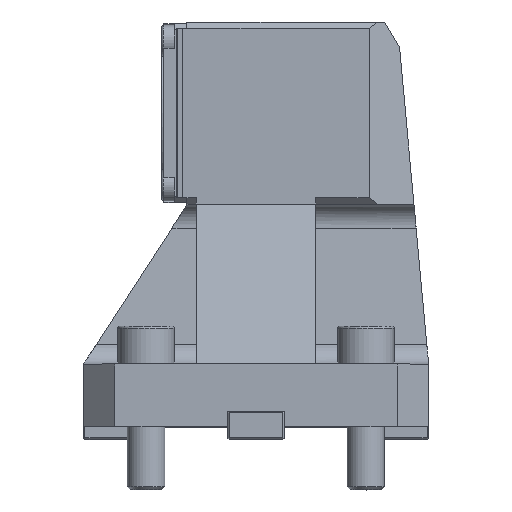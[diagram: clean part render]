
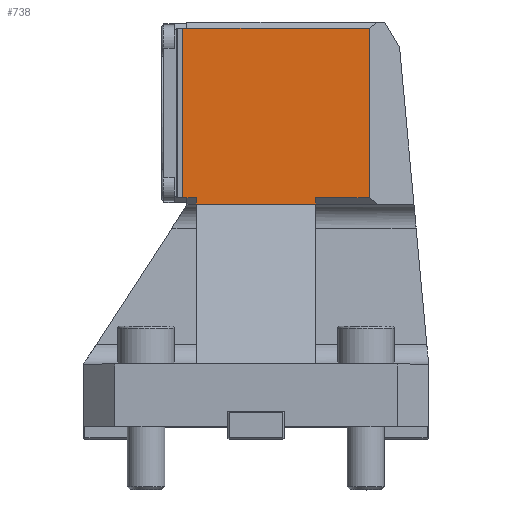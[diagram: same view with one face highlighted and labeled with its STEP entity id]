
A CAD part, top view. The second image highlights one B-rep face of the part: STEP entity #738.
In plain terms, the highlighted planar face has unit normal (0, 0, 1).
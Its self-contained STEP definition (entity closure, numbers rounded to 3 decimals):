
#256 = VERTEX_POINT ( 'NONE', #3151 ) ;
#348 = ORIENTED_EDGE ( 'NONE', *, *, #15199, .F. ) ;
#635 = ORIENTED_EDGE ( 'NONE', *, *, #26913, .T. ) ;
#657 = CARTESIAN_POINT ( 'NONE',  ( -19., 73., 29. ) ) ;
#738 = ADVANCED_FACE ( 'NONE', ( #16237 ), #2052, .T. ) ;
#750 = LINE ( 'NONE', #27162, #33183 ) ;
#1281 = CARTESIAN_POINT ( 'NONE',  ( 19., 73., 29. ) ) ;
#1435 = VECTOR ( 'NONE', #16063, 1000. ) ;
#2052 = PLANE ( 'NONE',  #14727 ) ;
#2796 = VECTOR ( 'NONE', #11516, 1000. ) ;
#3151 = CARTESIAN_POINT ( 'NONE',  ( -23.5, 73., 29. ) ) ;
#3243 = VERTEX_POINT ( 'NONE', #28052 ) ;
#3299 = VECTOR ( 'NONE', #26847, 1000. ) ;
#3533 = ORIENTED_EDGE ( 'NONE', *, *, #20020, .F. ) ;
#4293 = VECTOR ( 'NONE', #30479, 1000. ) ;
#4393 = ORIENTED_EDGE ( 'NONE', *, *, #14055, .F. ) ;
#4439 = CARTESIAN_POINT ( 'NONE',  ( -55., 71., 29. ) ) ;
#4842 = ORIENTED_EDGE ( 'NONE', *, *, #14789, .T. ) ;
#5252 = CARTESIAN_POINT ( 'NONE',  ( -55., 71., 29. ) ) ;
#6109 = DIRECTION ( 'NONE',  ( -1., 0., 0. ) ) ;
#6577 = EDGE_CURVE ( 'NONE', #12922, #14026, #7406, .T. ) ;
#6746 = DIRECTION ( 'NONE',  ( 1., 0., 0. ) ) ;
#7188 = DIRECTION ( 'NONE',  ( 1., 0., 0. ) ) ;
#7406 = LINE ( 'NONE', #18677, #1435 ) ;
#7414 = LINE ( 'NONE', #27880, #16416 ) ;
#7625 = CARTESIAN_POINT ( 'NONE',  ( -23.5, 127., 29. ) ) ;
#8320 = EDGE_CURVE ( 'NONE', #16576, #15438, #17711, .T. ) ;
#8604 = VECTOR ( 'NONE', #32574, 1000. ) ;
#9037 = CARTESIAN_POINT ( 'NONE',  ( -19., 73., 29. ) ) ;
#10351 = DIRECTION ( 'NONE',  ( 1., 0., 0. ) ) ;
#10961 = VERTEX_POINT ( 'NONE', #27522 ) ;
#11418 = DIRECTION ( 'NONE',  ( 1., 0., 0. ) ) ;
#11516 = DIRECTION ( 'NONE',  ( 0., 1., 0. ) ) ;
#11729 = CARTESIAN_POINT ( 'NONE',  ( -55., 127., 29. ) ) ;
#11788 = CARTESIAN_POINT ( 'NONE',  ( -22., 73., 29. ) ) ;
#12639 = LINE ( 'NONE', #21958, #2796 ) ;
#12922 = VERTEX_POINT ( 'NONE', #16549 ) ;
#14026 = VERTEX_POINT ( 'NONE', #21520 ) ;
#14055 = EDGE_CURVE ( 'NONE', #256, #16576, #26795, .T. ) ;
#14727 = AXIS2_PLACEMENT_3D ( 'NONE', #4439, #34529, #7188 ) ;
#14789 = EDGE_CURVE ( 'NONE', #3243, #10961, #12639, .T. ) ;
#15199 = EDGE_CURVE ( 'NONE', #17025, #27283, #19446, .T. ) ;
#15438 = VERTEX_POINT ( 'NONE', #16953 ) ;
#16063 = DIRECTION ( 'NONE',  ( 0., -1., 0. ) ) ;
#16091 = EDGE_CURVE ( 'NONE', #256, #27283, #7414, .T. ) ;
#16237 = FACE_OUTER_BOUND ( 'NONE', #19342, .T. ) ;
#16416 = VECTOR ( 'NONE', #11418, 1000. ) ;
#16549 = CARTESIAN_POINT ( 'NONE',  ( 19., 73., 29. ) ) ;
#16576 = VERTEX_POINT ( 'NONE', #25450 ) ;
#16953 = CARTESIAN_POINT ( 'NONE',  ( -22., 127., 29. ) ) ;
#17025 = VERTEX_POINT ( 'NONE', #9037 ) ;
#17711 = LINE ( 'NONE', #32174, #24963 ) ;
#18677 = CARTESIAN_POINT ( 'NONE',  ( 19., 71., 29. ) ) ;
#18764 = ORIENTED_EDGE ( 'NONE', *, *, #30241, .F. ) ;
#19342 = EDGE_LOOP ( 'NONE', ( #4842, #18764, #19510, #4393, #21370, #348, #3533, #635, #27317, #27915 ) ) ;
#19446 = LINE ( 'NONE', #657, #29698 ) ;
#19510 = ORIENTED_EDGE ( 'NONE', *, *, #8320, .F. ) ;
#20020 = EDGE_CURVE ( 'NONE', #20430, #17025, #750, .T. ) ;
#20430 = VERTEX_POINT ( 'NONE', #33067 ) ;
#20609 = LINE ( 'NONE', #5252, #8604 ) ;
#21370 = ORIENTED_EDGE ( 'NONE', *, *, #16091, .T. ) ;
#21520 = CARTESIAN_POINT ( 'NONE',  ( 19., 71., 29. ) ) ;
#21958 = CARTESIAN_POINT ( 'NONE',  ( 36.04, -0.001, 29. ) ) ;
#22285 = LINE ( 'NONE', #11729, #4293 ) ;
#24567 = EDGE_CURVE ( 'NONE', #12922, #3243, #31841, .T. ) ;
#24963 = VECTOR ( 'NONE', #10351, 1000. ) ;
#25450 = CARTESIAN_POINT ( 'NONE',  ( -23.5, 127., 29. ) ) ;
#26795 = LINE ( 'NONE', #7625, #3299 ) ;
#26847 = DIRECTION ( 'NONE',  ( 0., 1., 0. ) ) ;
#26913 = EDGE_CURVE ( 'NONE', #20430, #14026, #20609, .T. ) ;
#27162 = CARTESIAN_POINT ( 'NONE',  ( -19., 71., 29. ) ) ;
#27283 = VERTEX_POINT ( 'NONE', #11788 ) ;
#27317 = ORIENTED_EDGE ( 'NONE', *, *, #6577, .F. ) ;
#27522 = CARTESIAN_POINT ( 'NONE',  ( 36.04, 127., 29. ) ) ;
#27880 = CARTESIAN_POINT ( 'NONE',  ( -23.5, 73., 29. ) ) ;
#27915 = ORIENTED_EDGE ( 'NONE', *, *, #24567, .T. ) ;
#28052 = CARTESIAN_POINT ( 'NONE',  ( 36.04, 73., 29. ) ) ;
#29698 = VECTOR ( 'NONE', #6109, 1000. ) ;
#30139 = DIRECTION ( 'NONE',  ( 0., 1., 0. ) ) ;
#30241 = EDGE_CURVE ( 'NONE', #15438, #10961, #22285, .T. ) ;
#30479 = DIRECTION ( 'NONE',  ( 1., 0., 0. ) ) ;
#31841 = LINE ( 'NONE', #1281, #32298 ) ;
#32174 = CARTESIAN_POINT ( 'NONE',  ( -23.5, 127., 29. ) ) ;
#32298 = VECTOR ( 'NONE', #6746, 1000. ) ;
#32574 = DIRECTION ( 'NONE',  ( 1., 0., 0. ) ) ;
#33067 = CARTESIAN_POINT ( 'NONE',  ( -19., 71., 29. ) ) ;
#33183 = VECTOR ( 'NONE', #30139, 1000. ) ;
#34529 = DIRECTION ( 'NONE',  ( 0., 0., 1. ) ) ;
